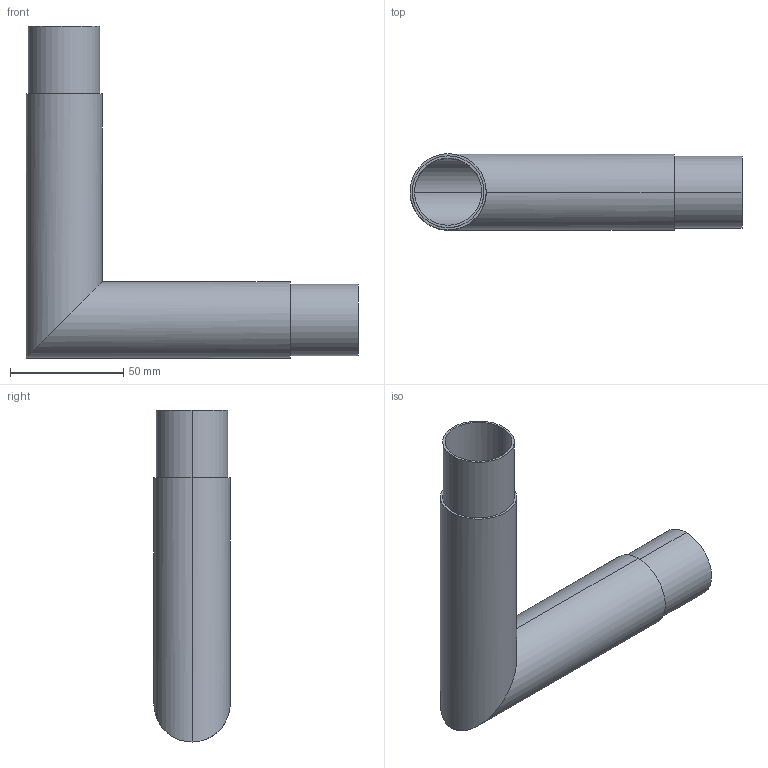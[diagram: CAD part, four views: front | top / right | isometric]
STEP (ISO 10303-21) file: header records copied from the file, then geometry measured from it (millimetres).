
FILE_DESCRIPTION (( 'STEP AP203' ), '1' );
FILE_NAME ('3D_GR1142_33.7_188683120.STEP', '2024-09-30T08:24:53', ( '' ), ( '' ), 'SwSTEP 2.0', 'SolidWorks 2024', '' );
FILE_SCHEMA (( 'CONFIG_CONTROL_DESIGN' ));
Length unit declared in the file: millimetre
Products named in the file (1): 3D_GR1142_33.7_188683120
Bounding box: 146.85 x 33.7 x 146.85 mm (x, y, z)
Volume: 45622.2 mm3; surface area: 52000.3 mm2
Topology: 2 solids, 2 shells, 19 faces, 38 edges, 24 vertices
Faces by surface type: cylinder 14, plane 5
Entity records: 583 total; most frequent: CARTESIAN_POINT 94, DIRECTION 94, ORIENTED_EDGE 76, AXIS2_PLACEMENT_3D 40, EDGE_CURVE 38, EDGE_LOOP 24, VERTEX_POINT 24, CIRCLE 20
